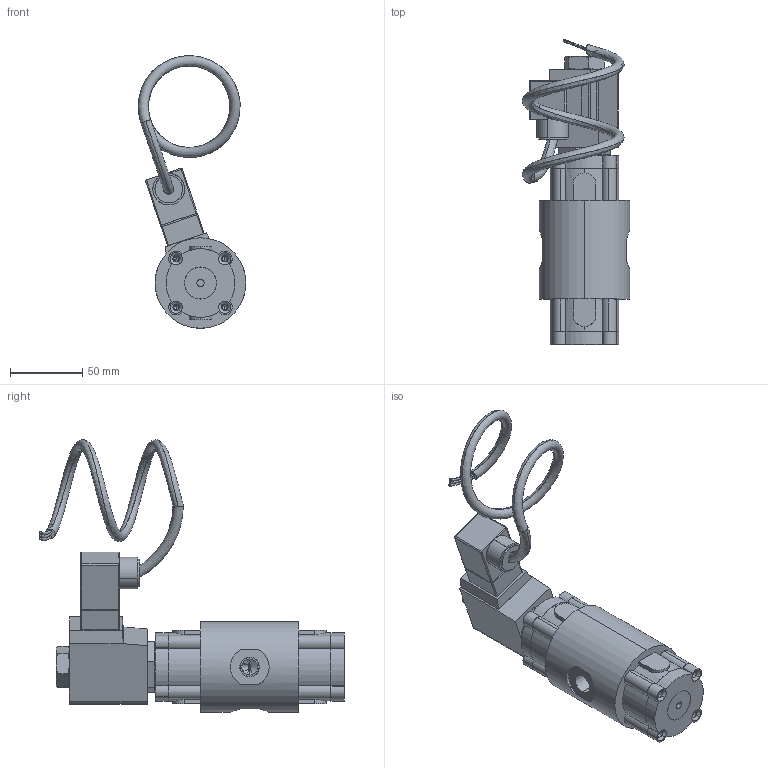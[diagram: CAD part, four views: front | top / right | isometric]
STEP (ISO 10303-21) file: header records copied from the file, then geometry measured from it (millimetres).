
FILE_DESCRIPTION (( 'STEP AP203' ), '1' );
FILE_NAME ('THP2_8.STEP', '2014-07-10T13:50:46', ( 'admin' ), ( 'Microsoft' ), 'SwSTEP 2.0', 'SolidWorks 2014', '' );
FILE_SCHEMA (( 'CONFIG_CONTROL_DESIGN' ));
Length unit declared in the file: inch
Products named in the file (16): din_conector_wire; 5171; din_connector; 8821; z-cool-din-xxxx; 8818; w24_sol_top; 8820; THP2_8; 8828; 8824w-120vac; 5357; 8905; 4321; 8895; 7336
Assembly tree (16 placements, depth 4):
  THP2_8
    5357
    4321  x2
    7336
    5171
    8820
      8821
      8818
    8828
    w24_sol_top
      8824w-120vac
      8905
      8895
      z-cool-din-xxxx
        din_conector_wire
        din_connector
Bounding box: 74.51 x 211.29 x 188.9 mm (x, y, z)
Volume: 269332.7 mm3; surface area: 126013.6 mm2
Topology: 8 solids, 208 shells, 627 faces, 2000 edges, 1626 vertices
Faces by surface type: cylinder 316, plane 191, cone 86, bspline 34
Entity records: 91982 total; most frequent: CARTESIAN_POINT 74862, DIRECTION 3133, ORIENTED_EDGE 2554, EDGE_CURVE 1790, VERTEX_POINT 1503, AXIS2_PLACEMENT_3D 1140, LINE 853, VECTOR 853
